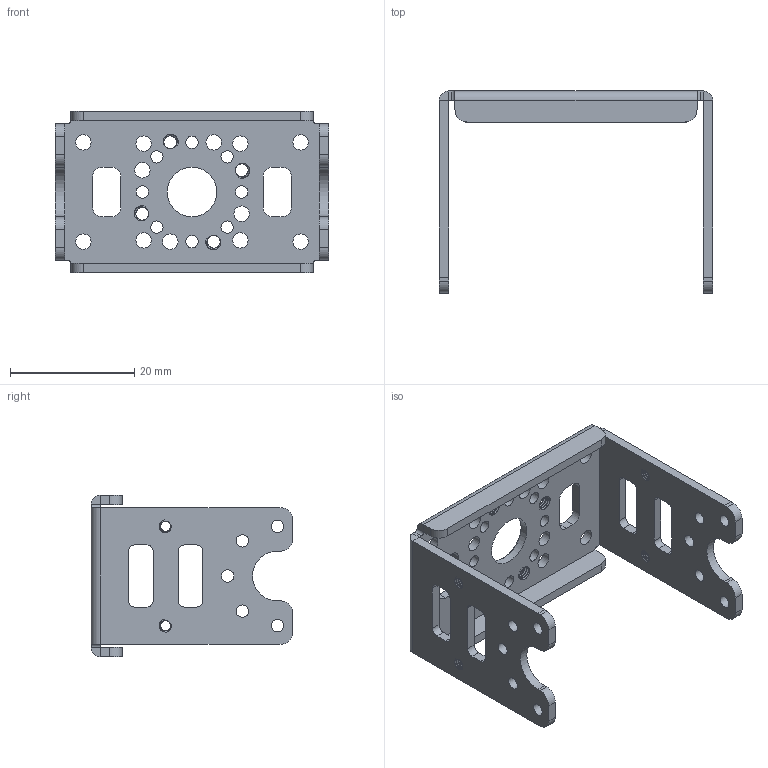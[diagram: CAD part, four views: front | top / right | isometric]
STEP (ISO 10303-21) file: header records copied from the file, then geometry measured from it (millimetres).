
FILE_DESCRIPTION(/* description */ (''),/* implementation_level */ '2;1');
FILE_NAME(/* name */ 'FR07-H101_v4.step',/* time_stamp */ '2023-01-28T13:10:55-08:00',/* author */ (''),/* organization */ (''),/* preprocessor_version */ 'ST-DEVELOPER v19.2',/* originating_system */ 'Autodesk Translation Framework v11.17.0.187',/* authorisation */ '');
FILE_SCHEMA (('AUTOMOTIVE_DESIGN { 1 0 10303 214 3 1 1 }'));
Length unit declared in the file: millimetre
Products named in the file (1): FR07-H101
Bounding box: 44 x 32.5 x 26 mm (x, y, z)
Volume: 3305 mm3; surface area: 5525.1 mm2
Topology: 1 solids, 1 shells, 242 faces, 672 edges, 432 vertices
Faces by surface type: cylinder 149, plane 70, bspline 16, cone 7
Full cylindrical faces by diameter (mm): 1.623 x8, 2 x18, 2.074 x4, 2.075 x4, 2.5 x12, 8 x1
Entity records: 13132 total; most frequent: CARTESIAN_POINT 6903, ORIENTED_EDGE 1344, DIRECTION 1180, EDGE_CURVE 672, AXIS2_PLACEMENT_3D 443, VERTEX_POINT 432, EDGE_LOOP 332, LINE 294
